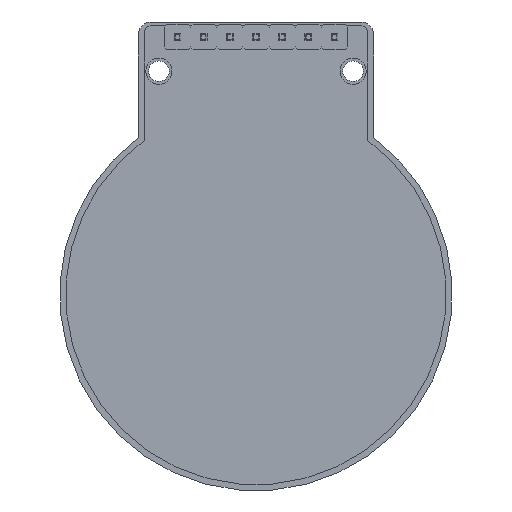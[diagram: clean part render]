
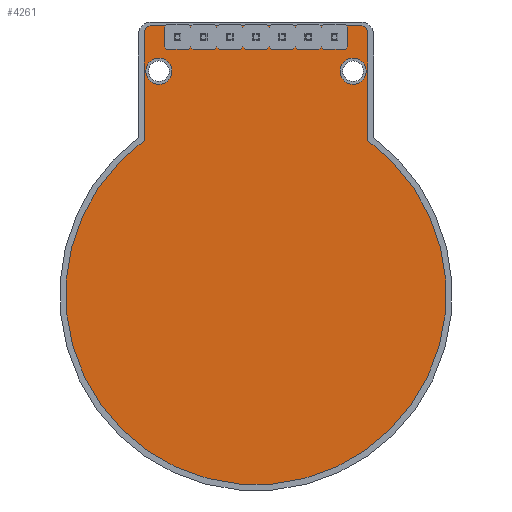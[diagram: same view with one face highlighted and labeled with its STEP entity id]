
A CAD part, front view. The second image highlights one B-rep face of the part: STEP entity #4261.
In plain terms, the highlighted planar face has unit normal (0, -1, 0).
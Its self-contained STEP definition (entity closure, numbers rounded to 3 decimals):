
#81=FACE_BOUND('',#954,.T.);
#82=FACE_BOUND('',#955,.T.);
#444=PLANE('',#4623);
#689=FACE_OUTER_BOUND('',#953,.T.);
#953=EDGE_LOOP('',(#3945,#3946,#3947,#3948,#3949,#3950));
#954=EDGE_LOOP('',(#3951));
#955=EDGE_LOOP('',(#3952));
#1048=CIRCLE('',#4605,1.266);
#1049=CIRCLE('',#4607,1.266);
#1050=CIRCLE('',#4609,18.471);
#1052=CIRCLE('',#4613,0.691);
#1054=CIRCLE('',#4617,0.691);
#1500=LINE('',#7454,#1945);
#1504=LINE('',#7466,#1949);
#1508=LINE('',#7477,#1953);
#1945=VECTOR('',#5661,10.);
#1949=VECTOR('',#5673,10.);
#1953=VECTOR('',#5685,10.);
#2294=VERTEX_POINT('',#7436);
#2295=VERTEX_POINT('',#7440);
#2296=VERTEX_POINT('',#7444);
#2297=VERTEX_POINT('',#7445);
#2300=VERTEX_POINT('',#7453);
#2302=VERTEX_POINT('',#7459);
#2304=VERTEX_POINT('',#7465);
#2306=VERTEX_POINT('',#7471);
#2836=EDGE_CURVE('',#2294,#2294,#1048,.T.);
#2838=EDGE_CURVE('',#2295,#2295,#1049,.T.);
#2840=EDGE_CURVE('',#2296,#2297,#1050,.T.);
#2844=EDGE_CURVE('',#2300,#2296,#1500,.T.);
#2847=EDGE_CURVE('',#2302,#2300,#1052,.T.);
#2850=EDGE_CURVE('',#2304,#2302,#1504,.T.);
#2853=EDGE_CURVE('',#2306,#2304,#1054,.T.);
#2856=EDGE_CURVE('',#2297,#2306,#1508,.T.);
#3945=ORIENTED_EDGE('',*,*,#2840,.T.);
#3946=ORIENTED_EDGE('',*,*,#2856,.T.);
#3947=ORIENTED_EDGE('',*,*,#2853,.T.);
#3948=ORIENTED_EDGE('',*,*,#2850,.T.);
#3949=ORIENTED_EDGE('',*,*,#2847,.T.);
#3950=ORIENTED_EDGE('',*,*,#2844,.T.);
#3951=ORIENTED_EDGE('',*,*,#2836,.T.);
#3952=ORIENTED_EDGE('',*,*,#2838,.T.);
#4261=ADVANCED_FACE('',(#689,#81,#82),#444,.F.);
#4605=AXIS2_PLACEMENT_3D('',#7437,#5643,#5644);
#4607=AXIS2_PLACEMENT_3D('',#7441,#5648,#5649);
#4609=AXIS2_PLACEMENT_3D('',#7446,#5653,#5654);
#4613=AXIS2_PLACEMENT_3D('',#7460,#5666,#5667);
#4617=AXIS2_PLACEMENT_3D('',#7472,#5678,#5679);
#4623=AXIS2_PLACEMENT_3D('',#7482,#5693,#5694);
#5643=DIRECTION('center_axis',(0.,1.,0.));
#5644=DIRECTION('ref_axis',(1.,0.,0.));
#5648=DIRECTION('center_axis',(0.,1.,0.));
#5649=DIRECTION('ref_axis',(1.,0.,0.));
#5653=DIRECTION('center_axis',(0.,-1.,0.));
#5654=DIRECTION('ref_axis',(-0.587,0.,0.809));
#5661=DIRECTION('',(0.,0.,-1.));
#5666=DIRECTION('center_axis',(0.,-1.,0.));
#5667=DIRECTION('ref_axis',(0.,0.,1.));
#5673=DIRECTION('',(-1.,0.,0.));
#5678=DIRECTION('center_axis',(0.,-1.,0.));
#5679=DIRECTION('ref_axis',(1.,0.,0.));
#5685=DIRECTION('',(0.,0.,1.));
#5693=DIRECTION('center_axis',(0.,1.,0.));
#5694=DIRECTION('ref_axis',(1.,0.,0.));
#7436=CARTESIAN_POINT('',(8.164,0.,21.67));
#7437=CARTESIAN_POINT('Origin',(9.43,0.,21.67));
#7440=CARTESIAN_POINT('',(-10.696,0.,21.67));
#7441=CARTESIAN_POINT('Origin',(-9.43,0.,21.67));
#7444=CARTESIAN_POINT('',(-10.851,0.,14.948));
#7445=CARTESIAN_POINT('',(10.851,0.,14.948));
#7446=CARTESIAN_POINT('Origin',(0.,0.,0.));
#7453=CARTESIAN_POINT('',(-10.851,0.,25.4));
#7454=CARTESIAN_POINT('',(-10.851,0.,14.605));
#7459=CARTESIAN_POINT('',(-10.16,0.,26.091));
#7460=CARTESIAN_POINT('Origin',(-10.16,0.,25.4));
#7465=CARTESIAN_POINT('',(10.16,0.,26.091));
#7466=CARTESIAN_POINT('',(5.08,0.,26.091));
#7471=CARTESIAN_POINT('',(10.851,0.,25.4));
#7472=CARTESIAN_POINT('Origin',(10.16,0.,25.4));
#7477=CARTESIAN_POINT('',(10.851,0.,9.379));
#7482=CARTESIAN_POINT('Origin',(0.,0.,3.81));
